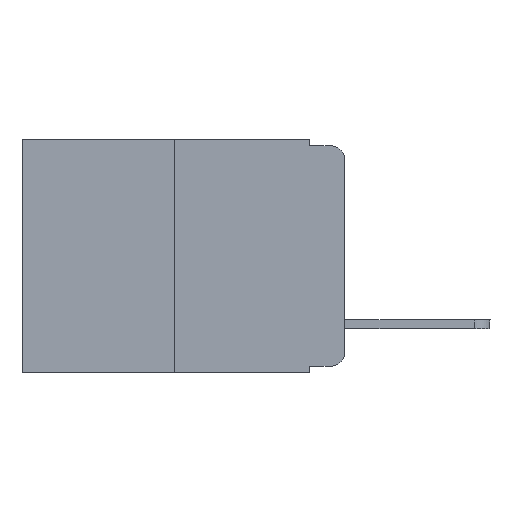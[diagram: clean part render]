
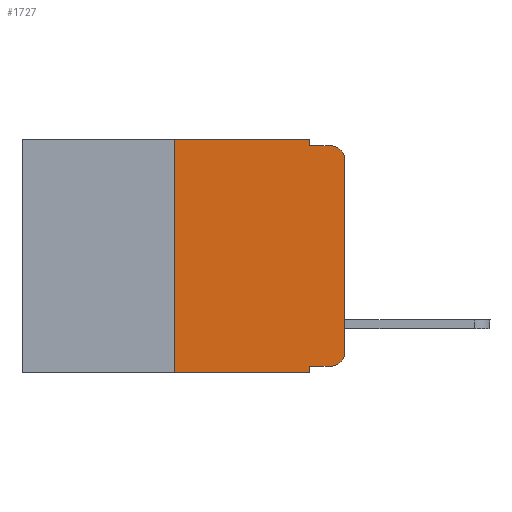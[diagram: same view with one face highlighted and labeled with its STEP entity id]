
A CAD part, left-side view. The second image highlights one B-rep face of the part: STEP entity #1727.
In plain terms, the highlighted planar face has unit normal (-1, 0, 0).
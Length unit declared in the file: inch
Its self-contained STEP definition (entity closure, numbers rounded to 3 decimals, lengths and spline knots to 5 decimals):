
#5 = CARTESIAN_POINT ( 'NONE',  ( 0., 0.473, -0.343 ) ) ;
#167 = EDGE_CURVE ( 'NONE', #15573, #18222, #5576, .T. ) ;
#336 = CARTESIAN_POINT ( 'NONE',  ( 0., 0.051, -0.333 ) ) ;
#820 = DIRECTION ( 'NONE',  ( 0., 0., 1. ) ) ;
#1727 = ADVANCED_FACE ( 'NONE', ( #7010 ), #8563, .F. ) ;
#3382 = LINE ( 'NONE', #21796, #8614 ) ;
#3446 = CARTESIAN_POINT ( 'NONE',  ( 0., 0.02, -0.03 ) ) ;
#3827 = EDGE_CURVE ( 'NONE', #18585, #5922, #23041, .T. ) ;
#4107 = DIRECTION ( 'NONE',  ( -1., 0., 0. ) ) ;
#4145 = CARTESIAN_POINT ( 'NONE',  ( 0., 0.051, -0.01 ) ) ;
#4331 = DIRECTION ( 'NONE',  ( 0., 0., -1. ) ) ;
#4718 = VERTEX_POINT ( 'NONE', #6378 ) ;
#4759 = VECTOR ( 'NONE', #23382, 39.37008 ) ;
#4823 = LINE ( 'NONE', #15744, #19271 ) ;
#5224 = LINE ( 'NONE', #8906, #4759 ) ;
#5306 = ORIENTED_EDGE ( 'NONE', *, *, #13307, .F. ) ;
#5496 = LINE ( 'NONE', #5, #5607 ) ;
#5576 = LINE ( 'NONE', #4145, #19305 ) ;
#5607 = VECTOR ( 'NONE', #9074, 39.37008 ) ;
#5872 = AXIS2_PLACEMENT_3D ( 'NONE', #3446, #10716, #8921 ) ;
#5922 = VERTEX_POINT ( 'NONE', #12643 ) ;
#6129 = ORIENTED_EDGE ( 'NONE', *, *, #22479, .F. ) ;
#6150 = ORIENTED_EDGE ( 'NONE', *, *, #8797, .T. ) ;
#6378 = CARTESIAN_POINT ( 'NONE',  ( 0., 0.051, -0.343 ) ) ;
#6418 = ORIENTED_EDGE ( 'NONE', *, *, #19673, .T. ) ;
#6784 = DIRECTION ( 'NONE',  ( 0., 0., -1. ) ) ;
#6902 = CARTESIAN_POINT ( 'NONE',  ( 0., 0.473, 0. ) ) ;
#7010 = FACE_OUTER_BOUND ( 'NONE', #18270, .T. ) ;
#7739 = CARTESIAN_POINT ( 'NONE',  ( 0., 0., 0. ) ) ;
#7863 = LINE ( 'NONE', #7739, #19223 ) ;
#8019 = VECTOR ( 'NONE', #22770, 39.37008 ) ;
#8369 = EDGE_CURVE ( 'NONE', #14857, #18852, #3382, .T. ) ;
#8563 = PLANE ( 'NONE',  #17105 ) ;
#8614 = VECTOR ( 'NONE', #14676, 39.37008 ) ;
#8797 = EDGE_CURVE ( 'NONE', #14529, #4718, #5496, .T. ) ;
#8906 = CARTESIAN_POINT ( 'NONE',  ( 0., 0.051, 0. ) ) ;
#8921 = DIRECTION ( 'NONE',  ( 0., 0., -1. ) ) ;
#9074 = DIRECTION ( 'NONE',  ( 0., -1., 0. ) ) ;
#10425 = CARTESIAN_POINT ( 'NONE',  ( 0., 0., -0.03 ) ) ;
#10703 = CARTESIAN_POINT ( 'NONE',  ( 0., 0.02, -0.01 ) ) ;
#10716 = DIRECTION ( 'NONE',  ( -1., 0., 0. ) ) ;
#10933 = DIRECTION ( 'NONE',  ( 0., -1., 0. ) ) ;
#11027 = VERTEX_POINT ( 'NONE', #10425 ) ;
#11410 = LINE ( 'NONE', #336, #19786 ) ;
#11770 = ORIENTED_EDGE ( 'NONE', *, *, #167, .F. ) ;
#12221 = LINE ( 'NONE', #13646, #8019 ) ;
#12569 = CARTESIAN_POINT ( 'NONE',  ( 0., 0.25, -0.343 ) ) ;
#12643 = CARTESIAN_POINT ( 'NONE',  ( 0., 0., -0.313 ) ) ;
#13307 = EDGE_CURVE ( 'NONE', #21999, #4718, #12221, .T. ) ;
#13646 = CARTESIAN_POINT ( 'NONE',  ( 0., 0.051, 0. ) ) ;
#14105 = EDGE_CURVE ( 'NONE', #21999, #18585, #11410, .T. ) ;
#14529 = VERTEX_POINT ( 'NONE', #12569 ) ;
#14676 = DIRECTION ( 'NONE',  ( 0., -1., 0. ) ) ;
#14857 = VERTEX_POINT ( 'NONE', #21431 ) ;
#15573 = VERTEX_POINT ( 'NONE', #16541 ) ;
#15744 = CARTESIAN_POINT ( 'NONE',  ( 0., 0.25, 0. ) ) ;
#16015 = CARTESIAN_POINT ( 'NONE',  ( 0., 0.051, -0.333 ) ) ;
#16541 = CARTESIAN_POINT ( 'NONE',  ( 0., 0.051, -0.01 ) ) ;
#17105 = AXIS2_PLACEMENT_3D ( 'NONE', #6902, #23038, #6784 ) ;
#17335 = EDGE_CURVE ( 'NONE', #11027, #18222, #22174, .T. ) ;
#17720 = ORIENTED_EDGE ( 'NONE', *, *, #17335, .T. ) ;
#18124 = AXIS2_PLACEMENT_3D ( 'NONE', #18125, #4107, #4331 ) ;
#18125 = CARTESIAN_POINT ( 'NONE',  ( 0., 0.02, -0.313 ) ) ;
#18222 = VERTEX_POINT ( 'NONE', #10703 ) ;
#18270 = EDGE_LOOP ( 'NONE', ( #6418, #17720, #11770, #21003, #23006, #6129, #6150, #5306, #23478, #22430 ) ) ;
#18304 = EDGE_CURVE ( 'NONE', #18852, #15573, #5224, .T. ) ;
#18585 = VERTEX_POINT ( 'NONE', #19336 ) ;
#18639 = DIRECTION ( 'NONE',  ( 0., -1., 0. ) ) ;
#18852 = VERTEX_POINT ( 'NONE', #22277 ) ;
#19223 = VECTOR ( 'NONE', #820, 39.37008 ) ;
#19271 = VECTOR ( 'NONE', #22976, 39.37008 ) ;
#19305 = VECTOR ( 'NONE', #10933, 39.37008 ) ;
#19336 = CARTESIAN_POINT ( 'NONE',  ( 0., 0.02, -0.333 ) ) ;
#19673 = EDGE_CURVE ( 'NONE', #5922, #11027, #7863, .T. ) ;
#19786 = VECTOR ( 'NONE', #18639, 39.37008 ) ;
#21003 = ORIENTED_EDGE ( 'NONE', *, *, #18304, .F. ) ;
#21431 = CARTESIAN_POINT ( 'NONE',  ( 0., 0.25, 0. ) ) ;
#21796 = CARTESIAN_POINT ( 'NONE',  ( 0., 0.473, 0. ) ) ;
#21999 = VERTEX_POINT ( 'NONE', #16015 ) ;
#22174 = CIRCLE ( 'NONE', #5872, 0.02 ) ;
#22277 = CARTESIAN_POINT ( 'NONE',  ( 0., 0.051, 0. ) ) ;
#22430 = ORIENTED_EDGE ( 'NONE', *, *, #3827, .T. ) ;
#22479 = EDGE_CURVE ( 'NONE', #14529, #14857, #4823, .T. ) ;
#22770 = DIRECTION ( 'NONE',  ( 0., 0., -1. ) ) ;
#22976 = DIRECTION ( 'NONE',  ( 0., 0., 1. ) ) ;
#23006 = ORIENTED_EDGE ( 'NONE', *, *, #8369, .F. ) ;
#23038 = DIRECTION ( 'NONE',  ( 1., 0., 0. ) ) ;
#23041 = CIRCLE ( 'NONE', #18124, 0.02 ) ;
#23382 = DIRECTION ( 'NONE',  ( 0., 0., -1. ) ) ;
#23478 = ORIENTED_EDGE ( 'NONE', *, *, #14105, .T. ) ;
